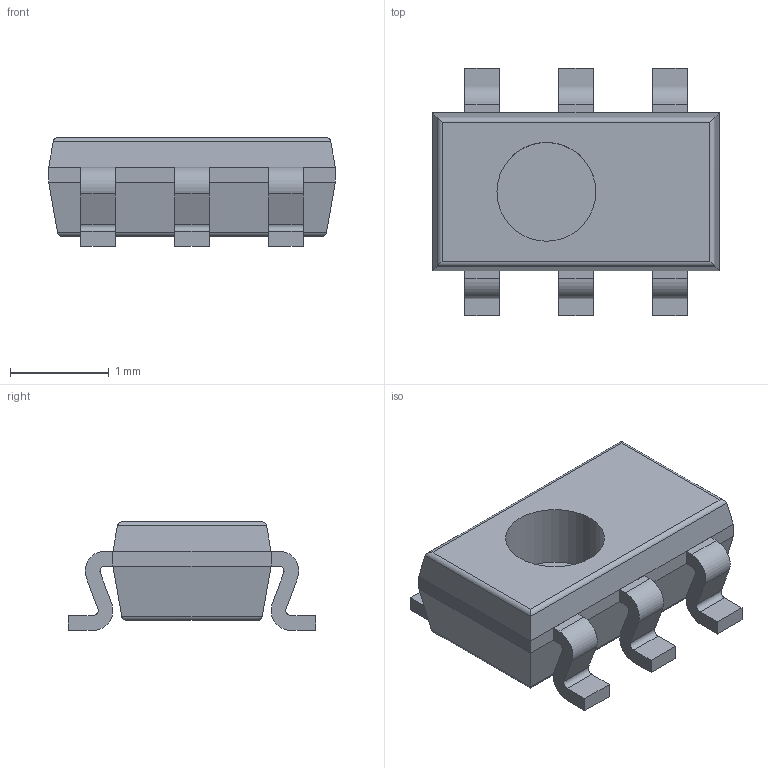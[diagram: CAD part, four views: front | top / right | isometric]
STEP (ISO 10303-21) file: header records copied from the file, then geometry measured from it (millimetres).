
FILE_DESCRIPTION(/* description */ (''),/* implementation_level */ '2;1');
FILE_NAME(/* name */ 'TLE493d.step',/* time_stamp */ '2020-06-07T09:28:05+02:00',/* author */ (''),/* organization */ (''),/* preprocessor_version */ 'ST-DEVELOPER v18.1',/* originating_system */ 'Autodesk Translation Framework v9.3.0.1241',/* authorisation */ '');
FILE_SCHEMA (('AUTOMOTIVE_DESIGN { 1 0 10303 214 3 1 1 }'));
Length unit declared in the file: millimetre
Products named in the file (1): TLE493d
Bounding box: 2.9 x 2.5 x 1.1 mm (x, y, z)
Volume: 4.2 mm3; surface area: 26.1 mm2
Topology: 7 solids, 7 shells, 108 faces, 263 edges, 170 vertices
Faces by surface type: plane 75, cylinder 33
Full cylindrical faces by diameter (mm): 1 x1
Entity records: 3178 total; most frequent: CARTESIAN_POINT 542, DIRECTION 539, ORIENTED_EDGE 526, EDGE_CURVE 263, LINE 205, VECTOR 205, VERTEX_POINT 170, AXIS2_PLACEMENT_3D 167
